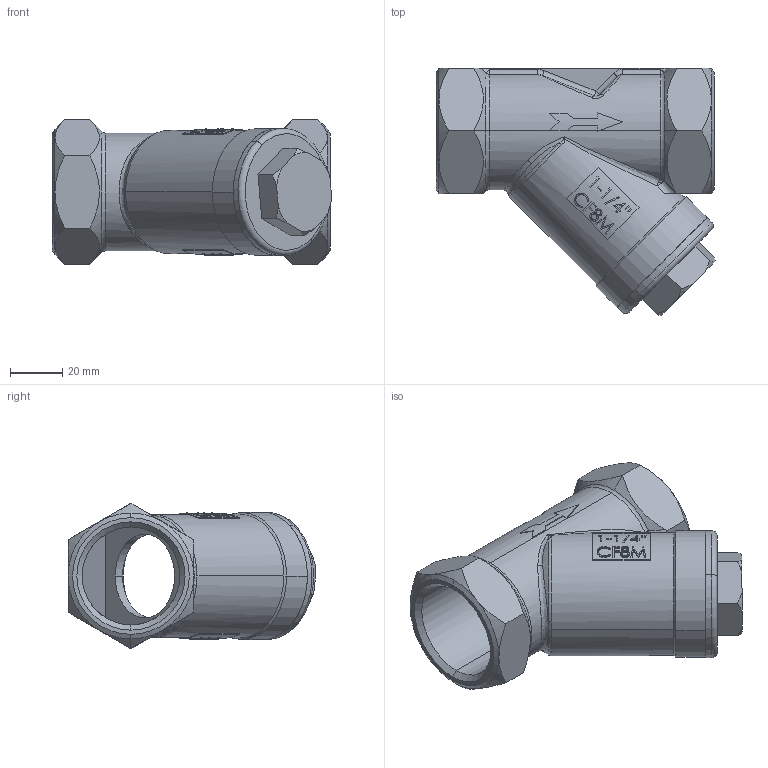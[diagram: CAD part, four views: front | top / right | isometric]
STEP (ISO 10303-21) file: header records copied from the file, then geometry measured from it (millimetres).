
FILE_DESCRIPTION(/* description */ ('Unknown'),/* implementation_level */ '2;1');
FILE_NAME(/* name */ '9165-07',/* time_stamp */ '2025-09-15T08:29:35+02:00',/* author */ ('Unknown'),/* organization */ ('Unknown'),/* preprocessor_version */ 'ST-DEVELOPER v20',/* originating_system */ 'Solid Edge',/* authorisation */ 'Unknown');
FILE_SCHEMA (('AUTOMOTIVE_DESIGN {1 0 10303 214 3 1 1}'));
Length unit declared in the file: millimetre
Products named in the file (3): 9165-07; MV-41-T(樓馱)-DN32; MV-41-G（加工）-DN32
Assembly tree (2 placements, depth 2):
  9165-07
    MV-41-T(樓馱)-DN32
    MV-41-G（加工）-DN32
Bounding box: 106.61 x 94.61 x 55.43 mm (x, y, z)
Volume: 104740.5 mm3; surface area: 48137.9 mm2
Topology: 2 solids, 2 shells, 341 faces, 841 edges, 528 vertices
Faces by surface type: plane 122, bspline 82, cylinder 68, cone 47, torus 12, sphere 10
Entity records: 15395 total; most frequent: CARTESIAN_POINT 8064, ORIENTED_EDGE 1670, DIRECTION 1207, EDGE_CURVE 835, VERTEX_POINT 526, AXIS2_PLACEMENT_3D 439, EDGE_LOOP 373, FACE_BOUND 373
